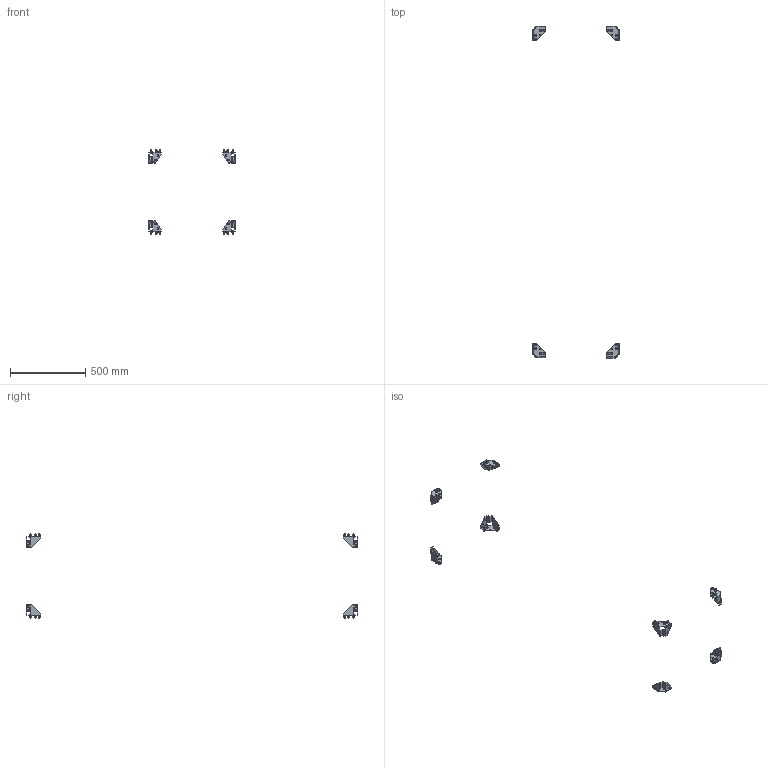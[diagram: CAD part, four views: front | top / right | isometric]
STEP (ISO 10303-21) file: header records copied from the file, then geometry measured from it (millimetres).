
FILE_DESCRIPTION (( 'STEP AP203' ), '1' );
FILE_NAME ('FSK8 Êîìïëåêò óñèëåíèÿ êàðêàñà.STEP', '2021-05-25T13:38:32', ( '' ), ( '' ), 'SwSTEP 2.0', 'SolidWorks 2021', '' );
FILE_SCHEMA (( 'CONFIG_CONTROL_DESIGN' ));
Length unit declared in the file: millimetre
Products named in the file (7): ﾘ琺矜 65ﾃ 019 ﾃﾎﾑﾒ 6402-70_6; Âèíò Ì6 DIN 7985_6å20; ÐÌÖÔ.745532.002 Êðîíøòåéí óãëîâîé_00; Ãàéêà êëåòåâàÿ Ì6_3À; ÐÌÖÔ.745532.002 Êðîíøòåéí óãëîâîé_01; ﾘ琺矜 01.019 ﾃﾎﾑﾒ11371-78_6; FSK8 Êîìïëåêò óñèëåíèÿ êàðêàñà
Assembly tree (168 placements, depth 2):
  FSK8 Êîìïëåêò óñèëåíèÿ êàðêàñà
    ÐÌÖÔ.745532.002 Êðîíøòåéí óãëîâîé_00  x4
    ÐÌÖÔ.745532.002 Êðîíøòåéí óãëîâîé_01  x4
    Ãàéêà êëåòåâàÿ Ì6_3À  x40
    ﾘ琺矜 65ﾃ 019 ﾃﾎﾑﾒ 6402-70_6  x40
    ﾘ琺矜 01.019 ﾃﾎﾑﾒ11371-78_6  x40
    Âèíò Ì6 DIN 7985_6å20  x40
Bounding box: 575 x 2200 x 557.6 mm (x, y, z)
Volume: 388023.1 mm3; surface area: 321576.5 mm2
Topology: 168 solids, 168 shells, 4208 faces, 10680 edges, 6848 vertices
Faces by surface type: plane 2560, cylinder 1488, cone 80, sphere 80
Entity records: 12263 total; most frequent: DIRECTION 1428, CARTESIAN_POINT 1336, ORIENTED_EDGE 1056, AXIS2_PLACEMENT_3D 546, EDGE_CURVE 528, DATE_AND_TIME 371, CALENDAR_DATE 371, COORDINATED_UNIVERSAL_TIME_OFFSET 371
